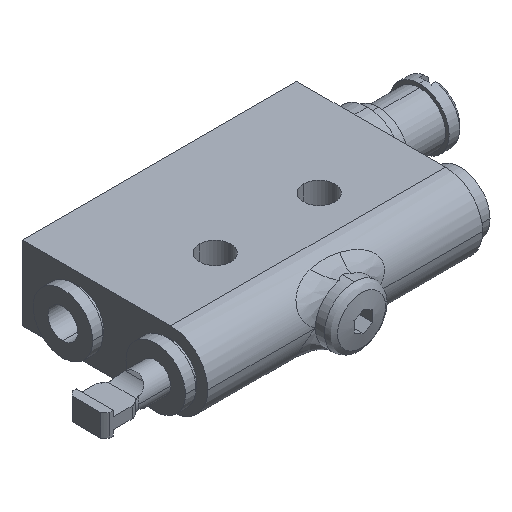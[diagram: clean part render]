
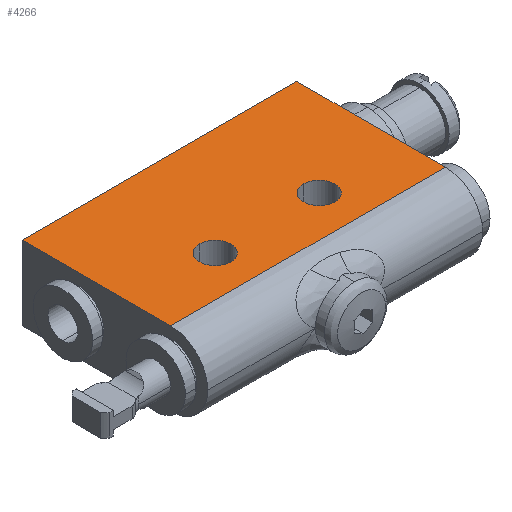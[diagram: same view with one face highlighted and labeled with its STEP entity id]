
A CAD part, isometric view. The second image highlights one B-rep face of the part: STEP entity #4266.
In plain terms, the highlighted planar face has unit normal (0, 0, 1).
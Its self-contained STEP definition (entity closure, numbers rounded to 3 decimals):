
#49=CARTESIAN_POINT('',(-13.5,-10.6,5.));
#50=VERTEX_POINT('',#49);
#59=CARTESIAN_POINT('',(-13.5,-6.4,5.));
#60=VERTEX_POINT('',#59);
#61=CARTESIAN_POINT('',(-13.5,-8.5,5.));
#62=DIRECTION('',(0.0,0.0,-1.0));
#63=DIRECTION('',(0.0,1.0,0.0));
#64=AXIS2_PLACEMENT_3D('',#61,#62,#63);
#65=CIRCLE('',#64,2.1);
#66=EDGE_CURVE('',#60,#50,#65,.T.);
#1008=CARTESIAN_POINT('',(-27.5,-10.6,5.));
#1009=VERTEX_POINT('',#1008);
#1018=CARTESIAN_POINT('',(-27.5,-6.4,5.));
#1019=VERTEX_POINT('',#1018);
#1020=CARTESIAN_POINT('',(-27.5,-8.5,5.));
#1021=DIRECTION('',(0.0,0.0,-1.0));
#1022=DIRECTION('',(0.0,1.0,0.0));
#1023=AXIS2_PLACEMENT_3D('',#1020,#1021,#1022);
#1024=CIRCLE('',#1023,2.1);
#1025=EDGE_CURVE('',#1019,#1009,#1024,.T.);
#3769=CARTESIAN_POINT('',(-2.0,-14.,5.));
#3770=VERTEX_POINT('',#3769);
#3778=CARTESIAN_POINT('',(-39.0,-14.,5.));
#3779=VERTEX_POINT('',#3778);
#3780=CARTESIAN_POINT('',(-39.0,-14.,5.));
#3781=DIRECTION('',(1.0,0.0,0.0));
#3782=VECTOR('',#3781,37.0);
#3783=LINE('',#3780,#3782);
#3784=EDGE_CURVE('',#3779,#3770,#3783,.T.);
#4134=CARTESIAN_POINT('',(-39.0,6.,5.));
#4135=VERTEX_POINT('',#4134);
#4136=CARTESIAN_POINT('',(-39.0,-14.,5.));
#4137=DIRECTION('',(0.0,1.0,0.0));
#4138=VECTOR('',#4137,20.);
#4139=LINE('',#4136,#4138);
#4140=EDGE_CURVE('',#3779,#4135,#4139,.T.);
#4171=CARTESIAN_POINT('',(-2.0,6.,5.));
#4172=VERTEX_POINT('',#4171);
#4173=CARTESIAN_POINT('',(-39.0,6.,5.));
#4174=DIRECTION('',(1.0,0.0,0.0));
#4175=VECTOR('',#4174,37.0);
#4176=LINE('',#4173,#4175);
#4177=EDGE_CURVE('',#4135,#4172,#4176,.T.);
#4230=CARTESIAN_POINT('',(-0.15,-15.,5.));
#4231=DIRECTION('',(0.0,0.0,-1.0));
#4232=DIRECTION('',(-1.0,0.0,0.0));
#4233=AXIS2_PLACEMENT_3D('',#4230,#4231,#4232);
#4234=PLANE('',#4233);
#4235=ORIENTED_EDGE('',*,*,#3784,.T.);
#4236=CARTESIAN_POINT('',(-2.0,-14.,5.));
#4237=DIRECTION('',(0.0,1.0,0.0));
#4238=VECTOR('',#4237,20.);
#4239=LINE('',#4236,#4238);
#4240=EDGE_CURVE('',#3770,#4172,#4239,.T.);
#4241=ORIENTED_EDGE('',*,*,#4240,.T.);
#4242=ORIENTED_EDGE('',*,*,#4177,.F.);
#4243=ORIENTED_EDGE('',*,*,#4140,.F.);
#4244=EDGE_LOOP('',(#4235,#4241,#4242,#4243));
#4245=FACE_OUTER_BOUND('',#4244,.T.);
#4246=ORIENTED_EDGE('',*,*,#66,.T.);
#4247=CARTESIAN_POINT('',(-13.5,-8.5,5.));
#4248=DIRECTION('',(0.0,0.0,-1.0));
#4249=DIRECTION('',(0.0,1.0,0.0));
#4250=AXIS2_PLACEMENT_3D('',#4247,#4248,#4249);
#4251=CIRCLE('',#4250,2.1);
#4252=EDGE_CURVE('',#50,#60,#4251,.T.);
#4253=ORIENTED_EDGE('',*,*,#4252,.T.);
#4254=EDGE_LOOP('',(#4246,#4253));
#4255=FACE_BOUND('',#4254,.T.);
#4256=ORIENTED_EDGE('',*,*,#1025,.T.);
#4257=CARTESIAN_POINT('',(-27.5,-8.5,5.));
#4258=DIRECTION('',(0.0,0.0,-1.0));
#4259=DIRECTION('',(0.0,1.0,0.0));
#4260=AXIS2_PLACEMENT_3D('',#4257,#4258,#4259);
#4261=CIRCLE('',#4260,2.1);
#4262=EDGE_CURVE('',#1009,#1019,#4261,.T.);
#4263=ORIENTED_EDGE('',*,*,#4262,.T.);
#4264=EDGE_LOOP('',(#4256,#4263));
#4265=FACE_BOUND('',#4264,.T.);
#4266=ADVANCED_FACE('',(#4245,#4255,#4265),#4234,.F.);
